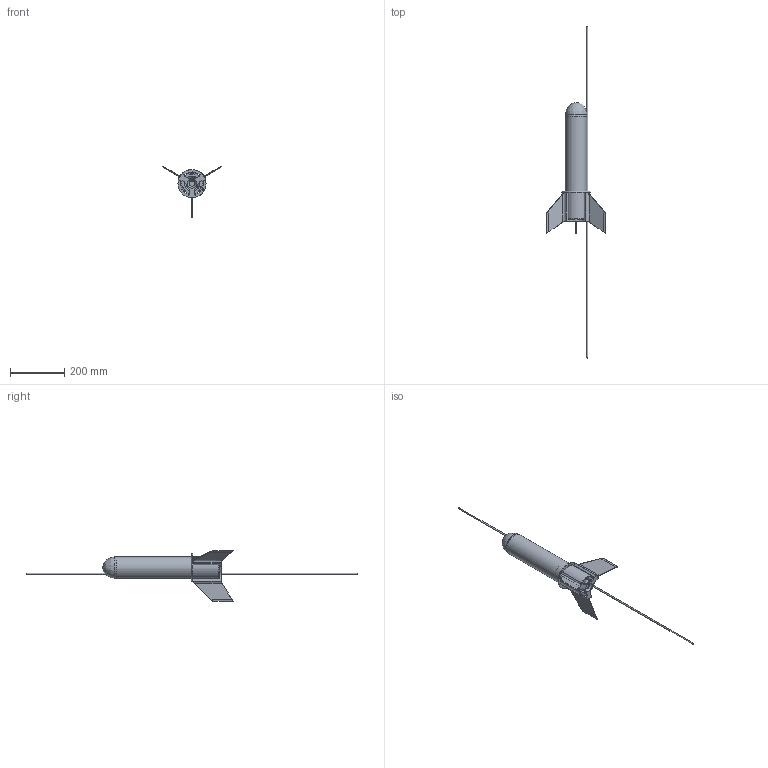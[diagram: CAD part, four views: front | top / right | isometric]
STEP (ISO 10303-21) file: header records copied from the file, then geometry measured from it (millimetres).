
FILE_DESCRIPTION(/* description */ (''),/* implementation_level */ '2;1');
FILE_NAME(/* name */ 'Assembly v8.step',/* time_stamp */ '2023-09-28T22:53:01-04:00',/* author */ (''),/* organization */ (''),/* preprocessor_version */ 'ST-DEVELOPER v20',/* originating_system */ 'Autodesk Translation Framework v12.14.0.127',/* authorisation */ '');
FILE_SCHEMA (('AUTOMOTIVE_DESIGN { 1 0 10303 214 3 1 1 }'));
Length unit declared in the file: millimetre
Products named in the file (6): Assembly; BigCardboardTube; NoseCone; LatchMech; Estes_F15-4_Motor; 3/16inRod
Assembly tree (5 placements, depth 3):
  Assembly
    BigCardboardTube
    NoseCone
    LatchMech
      Estes_F15-4_Motor
    3/16inRod
Bounding box: 214.54 x 1219.2 x 185.85 mm (x, y, z)
Volume: 754065.7 mm3; surface area: 416361.5 mm2
Topology: 8 solids, 8 shells, 297 faces, 810 edges, 520 vertices
Faces by surface type: cylinder 123, plane 109, bspline 35, torus 25, cone 5
Full cylindrical faces by diameter (mm): 4.763 x1, 6.763 x1, 20 x2, 24 x1, 29 x3, 33 x1, 41 x1, 71.2 x1, 73.2 x1, 75.2 x2, 76.2 x1, 80.2 x1, 85.2 x1, 103.2 x1
Entity records: 11772 total; most frequent: CARTESIAN_POINT 4083, ORIENTED_EDGE 1606, DIRECTION 1565, EDGE_CURVE 803, AXIS2_PLACEMENT_3D 603, VERTEX_POINT 520, LINE 359, VECTOR 359
